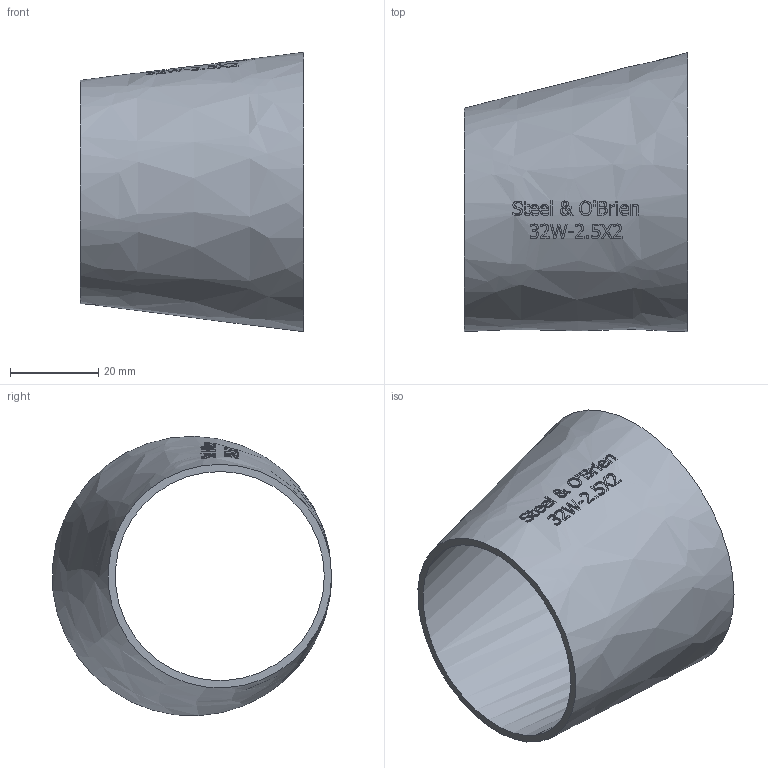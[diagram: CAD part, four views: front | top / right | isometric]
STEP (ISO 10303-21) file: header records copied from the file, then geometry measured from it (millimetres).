
FILE_DESCRIPTION(/* description */ (''),/* implementation_level */ '2;1');
FILE_NAME(/* name */ '32W-2.5X2.stp',/* time_stamp */ '2019-07-31T13:15:44-04:00',/* author */ ('rick'),/* organization */ (''),/* preprocessor_version */ 'ST-DEVELOPER v15.2',/* originating_system */ 'Autodesk Inventor 2014',/* authorisation */ '');
FILE_SCHEMA (('AUTOMOTIVE_DESIGN { 1 0 10303 214 3 1 1 }'));
Length unit declared in the file: inch
Products named in the file (1): 32W-2.5X2
Bounding box: 50.8 x 63.43 x 63.45 mm (x, y, z)
Volume: 14617.3 mm3; surface area: 18532.3 mm2
Topology: 1 solids, 1 shells, 377 faces, 1075 edges, 718 vertices
Faces by surface type: bspline 229, plane 148
Entity records: 16169 total; most frequent: CARTESIAN_POINT 8177, ORIENTED_EDGE 2150, EDGE_CURVE 1075, DIRECTION 831, VERTEX_POINT 718, B_SPLINE_CURVE_WITH_KNOTS 583, EDGE_LOOP 397, ADVANCED_FACE 377
